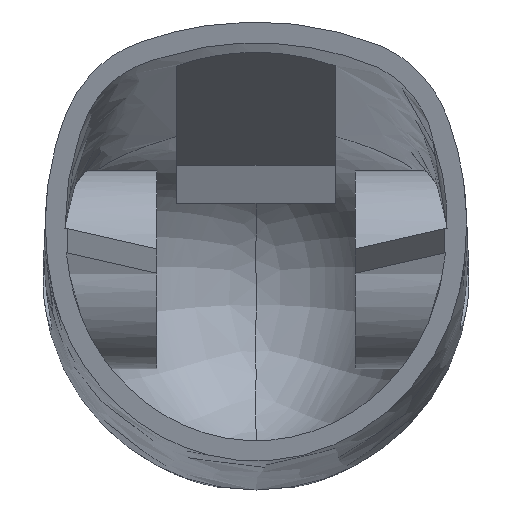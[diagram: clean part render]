
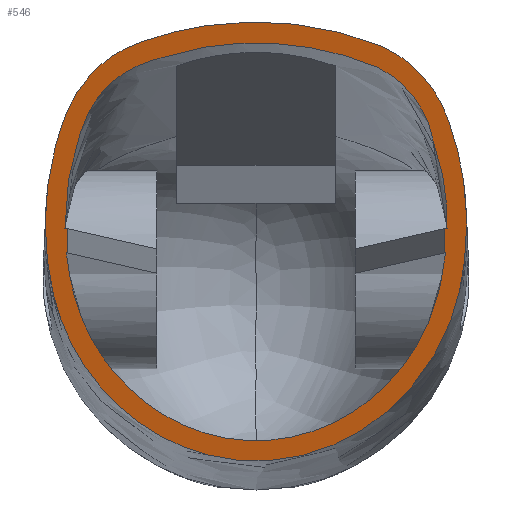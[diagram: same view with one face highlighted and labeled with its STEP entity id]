
A CAD part, front view. The second image highlights one B-rep face of the part: STEP entity #546.
In plain terms, the highlighted planar face has unit normal (0, -0.971, -0.24).
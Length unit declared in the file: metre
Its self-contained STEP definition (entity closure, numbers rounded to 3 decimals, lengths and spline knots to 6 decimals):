
#12=PLANE('',#594);
#30=LINE('',#9569,#58);
#31=LINE('',#9571,#59);
#32=LINE('',#9573,#60);
#33=LINE('',#9574,#61);
#34=LINE('',#9576,#62);
#35=LINE('',#9578,#63);
#58=VECTOR('',#654,1.);
#59=VECTOR('',#655,1.);
#60=VECTOR('',#656,1.);
#61=VECTOR('',#657,1.);
#62=VECTOR('',#658,1.);
#63=VECTOR('',#659,1.);
#184=ORIENTED_EDGE('',*,*,#314,.F.);
#185=ORIENTED_EDGE('',*,*,#323,.T.);
#186=ORIENTED_EDGE('',*,*,#324,.T.);
#187=ORIENTED_EDGE('',*,*,#325,.F.);
#188=ORIENTED_EDGE('',*,*,#290,.T.);
#189=ORIENTED_EDGE('',*,*,#326,.T.);
#190=ORIENTED_EDGE('',*,*,#327,.T.);
#191=ORIENTED_EDGE('',*,*,#328,.F.);
#192=ORIENTED_EDGE('',*,*,#297,.T.);
#290=EDGE_CURVE('',#368,#370,#433,.T.);
#297=EDGE_CURVE('',#377,#376,#438,.T.);
#314=EDGE_CURVE('',#391,#391,#444,.T.);
#323=EDGE_CURVE('',#376,#397,#30,.T.);
#324=EDGE_CURVE('',#397,#398,#31,.T.);
#325=EDGE_CURVE('',#368,#398,#32,.T.);
#326=EDGE_CURVE('',#370,#399,#33,.T.);
#327=EDGE_CURVE('',#399,#400,#34,.T.);
#328=EDGE_CURVE('',#377,#400,#35,.T.);
#368=VERTEX_POINT('',#4226);
#370=VERTEX_POINT('',#4246);
#376=VERTEX_POINT('',#4526);
#377=VERTEX_POINT('',#4551);
#391=VERTEX_POINT('',#4801);
#397=VERTEX_POINT('',#9570);
#398=VERTEX_POINT('',#9572);
#399=VERTEX_POINT('',#9575);
#400=VERTEX_POINT('',#9577);
#433=B_SPLINE_CURVE_WITH_KNOTS('',3,(#4247,#4248,#4249,#4250,#4251,#4252,
#4253,#4254,#4255,#4256,#4257),.UNSPECIFIED.,.F.,.F.,(4,1,1,1,1,1,1,1,4),
(0.027491,0.031264,0.035037,0.03881,
0.042583,0.046356,0.050129,0.053902,
0.057675),.UNSPECIFIED.);
#438=B_SPLINE_CURVE_WITH_KNOTS('',3,(#4527,#4528,#4529,#4530,#4531,#4532,
#4533,#4534,#4535,#4536,#4537,#4538,#4539,#4540,#4541,#4542,#4543,#4544,
#4545,#4546,#4547,#4548,#4549,#4550),.UNSPECIFIED.,.F.,.F.,(4,1,1,1,1,1,
1,1,1,1,1,1,1,1,1,1,1,1,1,1,1,4),(0.05895,0.060941,
0.062932,0.063928,0.064924,0.066915,
0.067911,0.068907,0.069903,0.070898,
0.07289,0.074881,0.076873,0.078864,
0.07986,0.080856,0.081852,0.082847,
0.084839,0.085835,0.08683,0.090813),
 .UNSPECIFIED.);
#444=B_SPLINE_CURVE_WITH_KNOTS('',3,(#4765,#4766,#4767,#4768,#4769,#4770,
#4771,#4772,#4773,#4774,#4775,#4776,#4777,#4778,#4779,#4780,#4781,#4782,
#4783,#4784,#4785,#4786,#4787,#4788,#4789,#4790,#4791,#4792,#4793,#4794,
#4795,#4796,#4797,#4798,#4799,#4800),.UNSPECIFIED.,.T.,.F.,(1,1,1,1,1,1,
1,1,1,1,1,1,1,1,1,1,1,1,1,1,1,1,1,1,1,1,1,1,1,1,1,1,1,1,1,1,1,1,1,1),(-0.004413,
-0.002206,-0.001103,0.,0.002206,
0.004413,0.005516,0.006619,0.008826,
0.011032,0.013238,0.015445,0.016548,
0.017651,0.019857,0.022064,0.023167,
0.02427,0.026477,0.028683,0.030889,
0.033096,0.035302,0.037509,0.039715,
0.041921,0.044128,0.048541,0.052953,
0.057366,0.059572,0.061779,0.063985,
0.066192,0.068398,0.069501,0.070604,
0.072811,0.075017,0.07612),.UNSPECIFIED.);
#464=EDGE_LOOP('',(#184));
#465=EDGE_LOOP('',(#185,#186,#187,#188,#189,#190,#191,#192));
#503=FACE_BOUND('',#464,.T.);
#504=FACE_BOUND('',#465,.T.);
#546=ADVANCED_FACE('',(#503,#504),#12,.T.);
#594=AXIS2_PLACEMENT_3D('',#9568,#652,#653);
#652=DIRECTION('',(0.,-0.971,-0.24));
#653=DIRECTION('',(0.,0.24,-0.971));
#654=DIRECTION('',(-1.,0.,0.));
#655=DIRECTION('',(0.,0.24,-0.971));
#656=DIRECTION('',(-1.,0.,0.));
#657=DIRECTION('',(1.,0.,0.));
#658=DIRECTION('',(0.,-0.24,0.971));
#659=DIRECTION('',(1.,0.,0.));
#4226=CARTESIAN_POINT('',(0.009574,0.055983,0.001997));
#4246=CARTESIAN_POINT('',(-0.009574,0.055983,0.001997));
#4247=CARTESIAN_POINT('',(0.009574,0.055983,0.001997));
#4248=CARTESIAN_POINT('',(0.009448,0.056282,0.000785));
#4249=CARTESIAN_POINT('',(0.008918,0.056874,-0.001612));
#4250=CARTESIAN_POINT('',(0.00685,0.057639,-0.004711));
#4251=CARTESIAN_POINT('',(0.003782,0.058186,-0.006928));
#4252=CARTESIAN_POINT('',(0.000025,0.058393,-0.007764));
#4253=CARTESIAN_POINT('',(-0.003743,0.058191,-0.006947));
#4254=CARTESIAN_POINT('',(-0.006828,0.057645,-0.004737));
#4255=CARTESIAN_POINT('',(-0.008918,0.056876,-0.001622));
#4256=CARTESIAN_POINT('',(-0.009449,0.05628,0.000792));
#4257=CARTESIAN_POINT('',(-0.009574,0.055983,0.001997));
#4526=CARTESIAN_POINT('',(0.009646,0.05568,0.003224));
#4527=CARTESIAN_POINT('',(-0.009646,0.05568,0.003224));
#4528=CARTESIAN_POINT('',(-0.009655,0.055521,0.003868));
#4529=CARTESIAN_POINT('',(-0.009583,0.055203,0.005156));
#4530=CARTESIAN_POINT('',(-0.009283,0.054817,0.006721));
#4531=CARTESIAN_POINT('',(-0.008918,0.054514,0.007948));
#4532=CARTESIAN_POINT('',(-0.00849,0.05421,0.009176));
#4533=CARTESIAN_POINT('',(-0.007723,0.053941,0.010268));
#4534=CARTESIAN_POINT('',(-0.006701,0.053737,0.011094));
#4535=CARTESIAN_POINT('',(-0.0058,0.053626,0.011544));
#4536=CARTESIAN_POINT('',(-0.004863,0.05355,0.011852));
#4537=CARTESIAN_POINT('',(-0.003594,0.05346,0.012217));
#4538=CARTESIAN_POINT('',(-0.001955,0.053386,0.012518));
#4539=CARTESIAN_POINT('',(0.000007,0.053356,0.012637));
#4540=CARTESIAN_POINT('',(0.001986,0.053386,0.012514));
#4541=CARTESIAN_POINT('',(0.003623,0.053462,0.01221));
#4542=CARTESIAN_POINT('',(0.004892,0.053552,0.011843));
#4543=CARTESIAN_POINT('',(0.00584,0.05363,0.011529));
#4544=CARTESIAN_POINT('',(0.006718,0.05374,0.011081));
#4545=CARTESIAN_POINT('',(0.007747,0.053947,0.010243));
#4546=CARTESIAN_POINT('',(0.008499,0.054216,0.009155));
#4547=CARTESIAN_POINT('',(0.008921,0.054516,0.00794));
#4548=CARTESIAN_POINT('',(0.009472,0.054975,0.006081));
#4549=CARTESIAN_POINT('',(0.009665,0.055365,0.004502));
#4550=CARTESIAN_POINT('',(0.009646,0.05568,0.003224));
#4551=CARTESIAN_POINT('',(-0.009646,0.05568,0.003224));
#4765=CARTESIAN_POINT('',(-0.009915,0.054469,0.008128));
#4766=CARTESIAN_POINT('',(-0.009455,0.054131,0.009498));
#4767=CARTESIAN_POINT('',(-0.008477,0.053749,0.011045));
#4768=CARTESIAN_POINT('',(-0.007009,0.053466,0.012193));
#4769=CARTESIAN_POINT('',(-0.005613,0.053335,0.012724));
#4770=CARTESIAN_POINT('',(-0.004206,0.053227,0.013162));
#4771=CARTESIAN_POINT('',(-0.002399,0.053134,0.013538));
#4772=CARTESIAN_POINT('',(-0.00016,0.053092,0.013706));
#4773=CARTESIAN_POINT('',(0.002045,0.053123,0.013583));
#4774=CARTESIAN_POINT('',(0.003882,0.053206,0.013243));
#4775=CARTESIAN_POINT('',(0.005303,0.05331,0.012824));
#4776=CARTESIAN_POINT('',(0.006716,0.053429,0.012343));
#4777=CARTESIAN_POINT('',(0.008247,0.053689,0.011291));
#4778=CARTESIAN_POINT('',(0.009318,0.054062,0.00978));
#4779=CARTESIAN_POINT('',(0.009818,0.054394,0.008433));
#4780=CARTESIAN_POINT('',(0.010235,0.054732,0.007062));
#4781=CARTESIAN_POINT('',(0.01058,0.055169,0.005295));
#4782=CARTESIAN_POINT('',(0.010697,0.055691,0.003179));
#4783=CARTESIAN_POINT('',(0.010501,0.056222,0.001028));
#4784=CARTESIAN_POINT('',(0.010037,0.056737,-0.001058));
#4785=CARTESIAN_POINT('',(0.009143,0.057229,-0.00305));
#4786=CARTESIAN_POINT('',(0.007913,0.057664,-0.004813));
#4787=CARTESIAN_POINT('',(0.006328,0.058043,-0.006348));
#4788=CARTESIAN_POINT('',(0.00449,0.058332,-0.007521));
#4789=CARTESIAN_POINT('',(0.001701,0.058589,-0.008562));
#4790=CARTESIAN_POINT('',(-0.002071,0.058607,-0.008635));
#4791=CARTESIAN_POINT('',(-0.006184,0.058142,-0.006749));
#4792=CARTESIAN_POINT('',(-0.00866,0.057459,-0.003983));
#4793=CARTESIAN_POINT('',(-0.00992,0.05682,-0.001396));
#4794=CARTESIAN_POINT('',(-0.01045,0.056299,0.000714));
#4795=CARTESIAN_POINT('',(-0.010687,0.055777,0.00283));
#4796=CARTESIAN_POINT('',(-0.010616,0.055242,0.004999));
#4797=CARTESIAN_POINT('',(-0.010308,0.054808,0.006756));
#4798=CARTESIAN_POINT('',(-0.009915,0.054469,0.008128));
#4799=CARTESIAN_POINT('',(-0.009455,0.054131,0.009498));
#4800=CARTESIAN_POINT('',(-0.008477,0.053749,0.011045));
#4801=CARTESIAN_POINT('',(-0.009543,0.054218,0.009145));
#9568=CARTESIAN_POINT('',(-0.225554,0.056649,-0.0007));
#9569=CARTESIAN_POINT('',(500.,0.05568,0.003224));
#9570=CARTESIAN_POINT('',(0.0095,0.05568,0.003224));
#9571=CARTESIAN_POINT('',(0.0095,0.055983,0.001997));
#9572=CARTESIAN_POINT('',(0.0095,0.055983,0.001997));
#9573=CARTESIAN_POINT('',(500.,0.055983,0.001997));
#9574=CARTESIAN_POINT('',(-500.,0.055983,0.001997));
#9575=CARTESIAN_POINT('',(-0.0095,0.055983,0.001997));
#9576=CARTESIAN_POINT('',(-0.0095,0.05568,0.003224));
#9577=CARTESIAN_POINT('',(-0.0095,0.05568,0.003224));
#9578=CARTESIAN_POINT('',(-500.,0.05568,0.003224));
